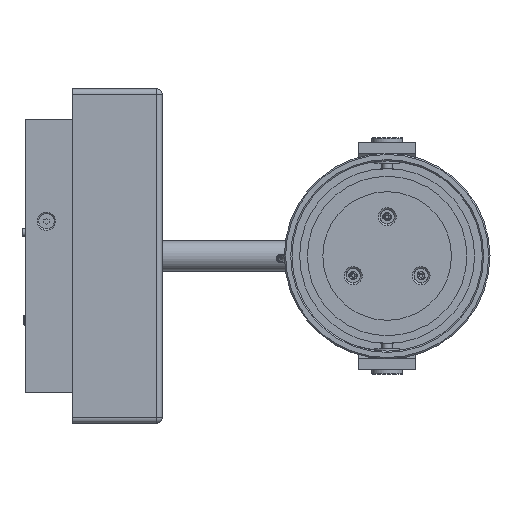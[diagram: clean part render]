
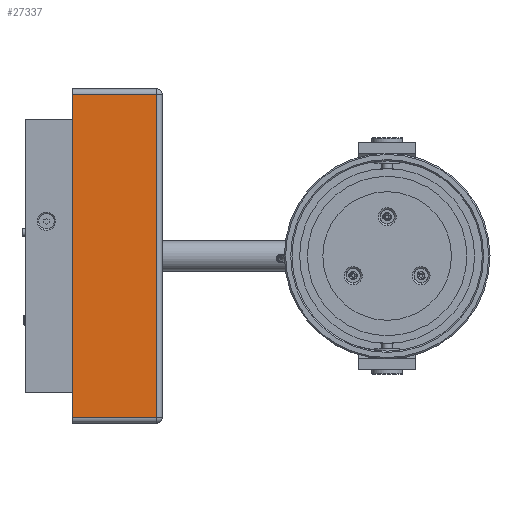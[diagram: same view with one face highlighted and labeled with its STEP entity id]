
A CAD part, front view. The second image highlights one B-rep face of the part: STEP entity #27337.
In plain terms, the highlighted face is planar.
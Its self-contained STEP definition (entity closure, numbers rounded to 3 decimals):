
#1470=PLANE('',#29870);
#2590=FACE_OUTER_BOUND('',#4242,.T.);
#4242=EDGE_LOOP('',(#20417,#20418,#20419,#20420));
#6163=LINE('',#42433,#8929);
#6170=LINE('',#42463,#8936);
#6174=LINE('',#42469,#8940);
#6181=LINE('',#42487,#8947);
#8929=VECTOR('',#33861,10.);
#8936=VECTOR('',#33894,10.);
#8940=VECTOR('',#33902,10.);
#8947=VECTOR('',#33927,10.);
#12644=VERTEX_POINT('',#42426);
#12646=VERTEX_POINT('',#42431);
#12652=VERTEX_POINT('',#42452);
#12655=VERTEX_POINT('',#42459);
#15516=EDGE_CURVE('',#12646,#12644,#6163,.T.);
#15531=EDGE_CURVE('',#12652,#12655,#6170,.T.);
#15535=EDGE_CURVE('',#12644,#12652,#6174,.T.);
#15544=EDGE_CURVE('',#12655,#12646,#6181,.T.);
#20417=ORIENTED_EDGE('',*,*,#15516,.F.);
#20418=ORIENTED_EDGE('',*,*,#15544,.F.);
#20419=ORIENTED_EDGE('',*,*,#15531,.F.);
#20420=ORIENTED_EDGE('',*,*,#15535,.F.);
#27337=ADVANCED_FACE('',(#2590),#1470,.T.);
#29870=AXIS2_PLACEMENT_3D('',#42497,#33940,#33941);
#33861=DIRECTION('',(0.,1.,0.));
#33894=DIRECTION('',(0.,-1.,0.));
#33902=DIRECTION('',(0.,0.,1.));
#33927=DIRECTION('',(0.,0.,-1.));
#33940=DIRECTION('center_axis',(-1.,0.,0.));
#33941=DIRECTION('ref_axis',(0.,0.,1.));
#42426=CARTESIAN_POINT('',(-65.,8.,-63.));
#42431=CARTESIAN_POINT('',(-65.,-25.,-63.));
#42433=CARTESIAN_POINT('',(-65.,0.,-63.));
#42452=CARTESIAN_POINT('',(-65.,8.,63.));
#42459=CARTESIAN_POINT('',(-65.,-25.,63.));
#42463=CARTESIAN_POINT('',(-65.,0.,63.));
#42469=CARTESIAN_POINT('',(-65.,8.,-32.5));
#42487=CARTESIAN_POINT('',(-65.,-25.,65.));
#42497=CARTESIAN_POINT('Origin',(-65.,0.,-65.));
